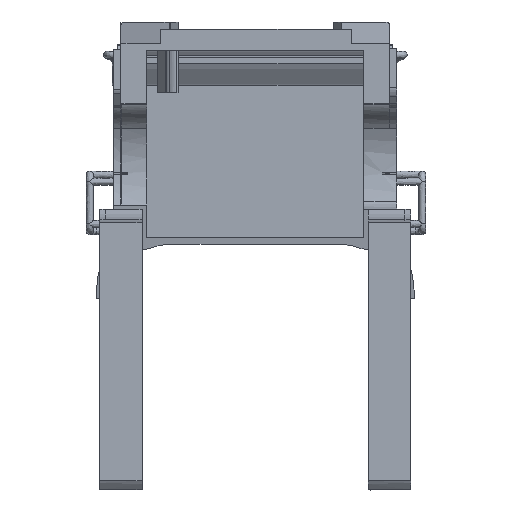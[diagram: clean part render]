
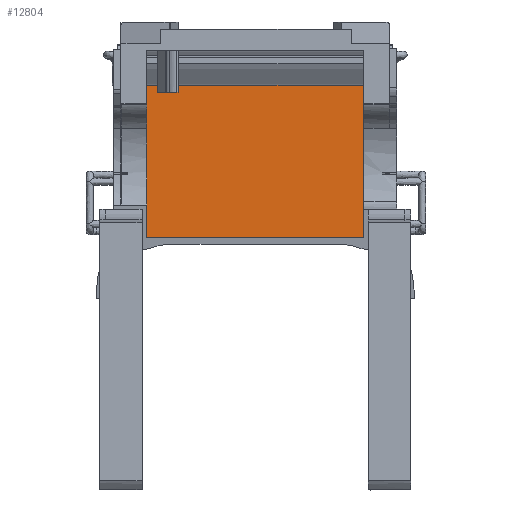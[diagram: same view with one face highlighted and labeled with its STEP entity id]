
A CAD part, front view. The second image highlights one B-rep face of the part: STEP entity #12804.
In plain terms, the highlighted free-form (B-spline) face has degree [1, 1] with [2, 2] control points.
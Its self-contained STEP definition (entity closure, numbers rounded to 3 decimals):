
#10145 = VERTEX_POINT('',#10146);
#10146 = CARTESIAN_POINT('',(-25.627,-52.381,
    21.739));
#10151 = EDGE_CURVE('',#10145,#10152,#10154,.T.);
#10152 = VERTEX_POINT('',#10153);
#10153 = CARTESIAN_POINT('',(-25.627,-52.381,
    52.811));
#10154 = B_SPLINE_CURVE_WITH_KNOTS('',1,(#10155,#10156),.UNSPECIFIED.,
  .F.,.F.,(2,2),(-17.731,5.155),
  .PIECEWISE_BEZIER_KNOTS.);
#10155 = CARTESIAN_POINT('',(-25.627,-52.381,
    21.739));
#10156 = CARTESIAN_POINT('',(-25.627,-52.381,
    52.811));
#11825 = EDGE_CURVE('',#10145,#11826,#11828,.T.);
#11826 = VERTEX_POINT('',#11827);
#11827 = CARTESIAN_POINT('',(16.192,-52.381,
    21.739));
#11828 = B_SPLINE_CURVE_WITH_KNOTS('',1,(#11829,#11830),.UNSPECIFIED.,
  .F.,.F.,(2,2),(-15.4,15.4),.PIECEWISE_BEZIER_KNOTS.);
#11829 = CARTESIAN_POINT('',(-25.627,-52.381,
    21.739));
#11830 = CARTESIAN_POINT('',(16.192,-52.381,
    21.739));
#12804 = ADVANCED_FACE('',(#12805),#12821,.T.);
#12805 = FACE_BOUND('',#12806,.T.);
#12806 = EDGE_LOOP('',(#12807,#12808,#12815,#12820));
#12807 = ORIENTED_EDGE('',*,*,#11825,.T.);
#12808 = ORIENTED_EDGE('',*,*,#12809,.F.);
#12809 = EDGE_CURVE('',#12810,#11826,#12812,.T.);
#12810 = VERTEX_POINT('',#12811);
#12811 = CARTESIAN_POINT('',(16.192,-52.381,
    52.811));
#12812 = B_SPLINE_CURVE_WITH_KNOTS('',1,(#12813,#12814),.UNSPECIFIED.,
  .F.,.F.,(2,2),(-5.155,17.731),
  .PIECEWISE_BEZIER_KNOTS.);
#12813 = CARTESIAN_POINT('',(16.192,-52.381,
    52.811));
#12814 = CARTESIAN_POINT('',(16.192,-52.381,
    21.739));
#12815 = ORIENTED_EDGE('',*,*,#12816,.F.);
#12816 = EDGE_CURVE('',#10152,#12810,#12817,.T.);
#12817 = B_SPLINE_CURVE_WITH_KNOTS('',1,(#12818,#12819),.UNSPECIFIED.,
  .F.,.F.,(2,2),(0.,30.8),.PIECEWISE_BEZIER_KNOTS.);
#12818 = CARTESIAN_POINT('',(-25.627,-52.381,
    52.811));
#12819 = CARTESIAN_POINT('',(16.192,-52.381,
    52.811));
#12820 = ORIENTED_EDGE('',*,*,#10151,.F.);
#12821 = B_SPLINE_SURFACE_WITH_KNOTS('',1,1,(
    (#12822,#12823)
    ,(#12824,#12825
    )),.UNSPECIFIED.,.F.,.F.,.F.,(2,2),(2,2),(0.,
    22.885),(0.,30.8),.PIECEWISE_BEZIER_KNOTS.);
#12822 = CARTESIAN_POINT('',(-25.627,-52.381,
    52.811));
#12823 = CARTESIAN_POINT('',(16.192,-52.381,
    52.811));
#12824 = CARTESIAN_POINT('',(-25.627,-52.381,
    21.739));
#12825 = CARTESIAN_POINT('',(16.192,-52.381,
    21.739));
